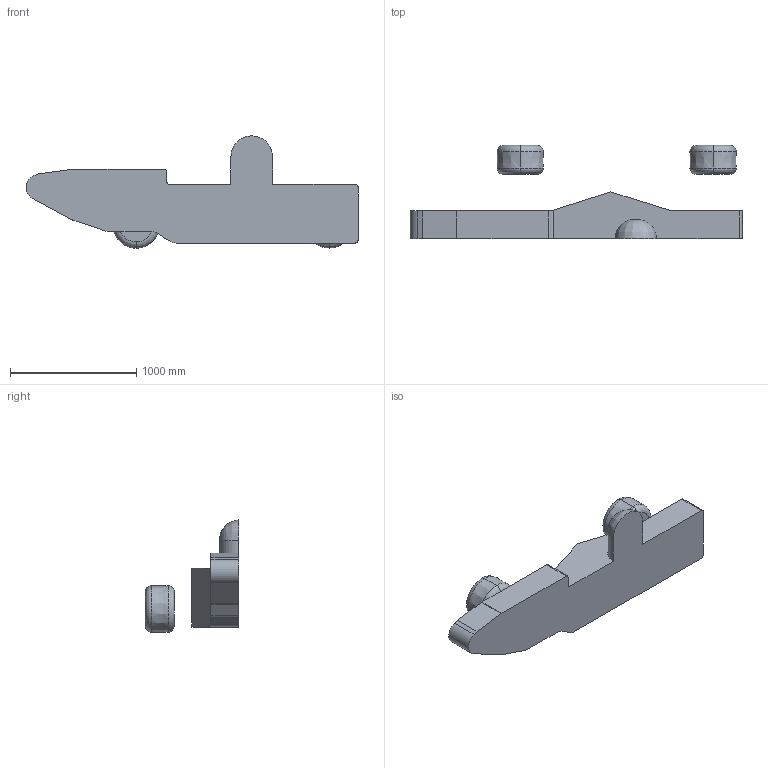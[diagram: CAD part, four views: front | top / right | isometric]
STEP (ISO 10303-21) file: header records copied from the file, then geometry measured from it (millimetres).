
FILE_DESCRIPTION(('CATIA V5 STEP Exchange'),'2;1');
FILE_NAME('SimpleChassisV3.stp','2022-04-22T14:24:24+00:00',('none'),('none'),'CATIA Version 5 Release 21 GA (IN-10)','CATIA V5 STEP AP203','none');
FILE_SCHEMA(('CONFIG_CONTROL_DESIGN'));
Length unit declared in the file: millimetre
Products named in the file (1): Part1.1
Bounding box: 2633.39 x 740 x 891.08 mm (x, y, z)
Volume: 349119509.5 mm3; surface area: 4937327.9 mm2
Topology: 3 solids, 3 shells, 46 faces, 120 edges, 81 vertices
Faces by surface type: plane 21, cylinder 12, bspline 8, extrusion 4, revolution 1
Entity records: 4652 total; most frequent: CARTESIAN_POINT 3575, ORIENTED_EDGE 230, DIRECTION 157, EDGE_CURVE 115, VERTEX_POINT 75, VECTOR 72, LINE 68, AXIS2_PLACEMENT_3D 55
